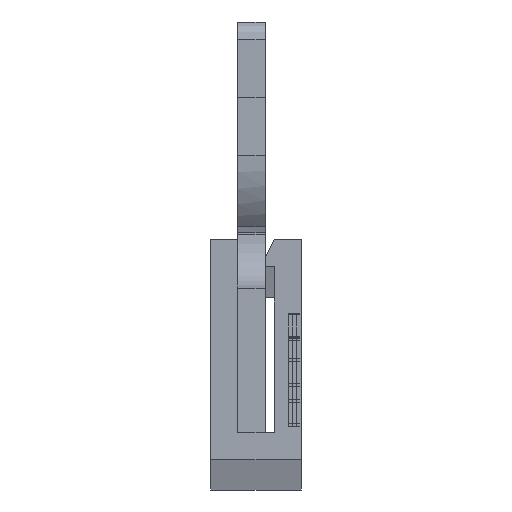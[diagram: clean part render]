
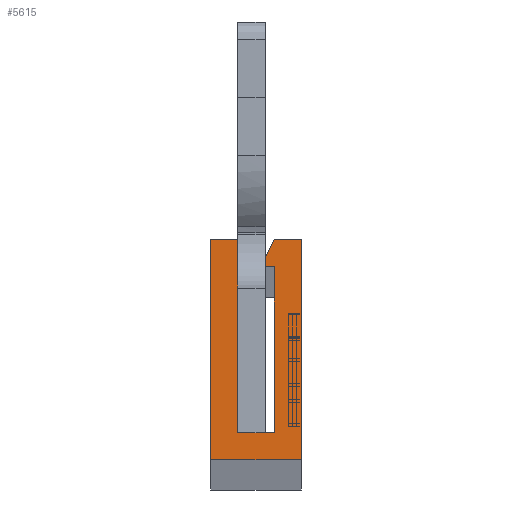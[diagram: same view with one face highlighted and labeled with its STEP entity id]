
A CAD part, top view. The second image highlights one B-rep face of the part: STEP entity #5615.
In plain terms, the highlighted planar face has unit normal (0, 0, 1).
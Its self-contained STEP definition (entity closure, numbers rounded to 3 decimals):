
#3866=DIRECTION('',(-1.,0.,0.));
#3867=VECTOR('',#3866,5.);
#3868=CARTESIAN_POINT('',(5.,0.,0.));
#3869=LINE('',#3868,#3867);
#3873=DIRECTION('',(0.,1.,0.));
#3874=VECTOR('',#3873,12.2);
#3875=CARTESIAN_POINT('',(0.,0.,0.));
#3876=LINE('',#3875,#3874);
#3880=DIRECTION('',(1.,0.,0.));
#3881=VECTOR('',#3880,1.5);
#3882=CARTESIAN_POINT('',(0.,12.2,0.));
#3883=LINE('',#3882,#3881);
#3887=DIRECTION('',(0.,-1.,0.));
#3888=VECTOR('',#3887,10.7);
#3889=CARTESIAN_POINT('',(1.5,12.2,0.));
#3890=LINE('',#3889,#3888);
#3894=DIRECTION('',(1.,0.,0.));
#3895=VECTOR('',#3894,2.);
#3896=CARTESIAN_POINT('',(1.5,1.5,0.));
#3897=LINE('',#3896,#3895);
#3901=DIRECTION('',(0.,1.,0.));
#3902=VECTOR('',#3901,9.2);
#3903=CARTESIAN_POINT('',(3.5,1.5,0.));
#3904=LINE('',#3903,#3902);
#3908=DIRECTION('',(-1.,0.,0.));
#3909=VECTOR('',#3908,0.5);
#3910=CARTESIAN_POINT('',(3.5,10.7,0.));
#3911=LINE('',#3910,#3909);
#3915=DIRECTION('',(0.,1.,0.));
#3916=VECTOR('',#3915,0.5);
#3917=CARTESIAN_POINT('',(3.,10.7,0.));
#3918=LINE('',#3917,#3916);
#3922=DIRECTION('',(0.447,0.894,0.));
#3923=VECTOR('',#3922,1.118);
#3924=CARTESIAN_POINT('',(3.,11.2,0.));
#3925=LINE('',#3924,#3923);
#3929=DIRECTION('',(1.,0.,0.));
#3930=VECTOR('',#3929,1.5);
#3931=CARTESIAN_POINT('',(3.5,12.2,0.));
#3932=LINE('',#3931,#3930);
#3936=DIRECTION('',(0.,-1.,0.));
#3937=VECTOR('',#3936,12.2);
#3938=CARTESIAN_POINT('',(5.,12.2,0.));
#3939=LINE('',#3938,#3937);
#4069=CARTESIAN_POINT('',(5.,0.,0.));
#4070=CARTESIAN_POINT('',(0.,0.,0.));
#4071=VERTEX_POINT('',#4069);
#4072=VERTEX_POINT('',#4070);
#4073=CARTESIAN_POINT('',(0.,12.2,0.));
#4074=VERTEX_POINT('',#4073);
#4075=CARTESIAN_POINT('',(1.5,12.2,0.));
#4076=VERTEX_POINT('',#4075);
#4077=CARTESIAN_POINT('',(1.5,1.5,0.));
#4078=VERTEX_POINT('',#4077);
#4079=CARTESIAN_POINT('',(3.5,1.5,0.));
#4080=VERTEX_POINT('',#4079);
#4081=CARTESIAN_POINT('',(3.5,10.7,0.));
#4082=VERTEX_POINT('',#4081);
#4083=CARTESIAN_POINT('',(3.,10.7,0.));
#4084=VERTEX_POINT('',#4083);
#4085=CARTESIAN_POINT('',(3.,11.2,0.));
#4086=VERTEX_POINT('',#4085);
#4087=CARTESIAN_POINT('',(3.5,12.2,0.));
#4088=VERTEX_POINT('',#4087);
#4089=CARTESIAN_POINT('',(5.,12.2,0.));
#4090=VERTEX_POINT('',#4089);
#5588=CARTESIAN_POINT('',(2.499,6.058,0.));
#5589=DIRECTION('',(0.,0.,1.));
#5590=DIRECTION('',(1.,0.,0.));
#5591=AXIS2_PLACEMENT_3D('',#5588,#5589,#5590);
#5592=PLANE('',#5591);
#5593=ORIENTED_EDGE('',*,*,#4314,.T.);
#5595=ORIENTED_EDGE('',*,*,#5594,.T.);
#5597=ORIENTED_EDGE('',*,*,#5596,.T.);
#5599=ORIENTED_EDGE('',*,*,#5598,.T.);
#5601=ORIENTED_EDGE('',*,*,#5600,.T.);
#5603=ORIENTED_EDGE('',*,*,#5602,.T.);
#5605=ORIENTED_EDGE('',*,*,#5604,.T.);
#5607=ORIENTED_EDGE('',*,*,#5606,.T.);
#5609=ORIENTED_EDGE('',*,*,#5608,.T.);
#5611=ORIENTED_EDGE('',*,*,#5610,.T.);
#5612=ORIENTED_EDGE('',*,*,#4371,.T.);
#5613=EDGE_LOOP('',(#5593,#5595,#5597,#5599,#5601,#5603,#5605,#5607,#5609,#5611,
#5612));
#5614=FACE_OUTER_BOUND('',#5613,.F.);
#4314=EDGE_CURVE('',#4071,#4072,#3869,.T.);
#4371=EDGE_CURVE('',#4090,#4071,#3939,.T.);
#5594=EDGE_CURVE('',#4072,#4074,#3876,.T.);
#5596=EDGE_CURVE('',#4074,#4076,#3883,.T.);
#5598=EDGE_CURVE('',#4076,#4078,#3890,.T.);
#5600=EDGE_CURVE('',#4078,#4080,#3897,.T.);
#5602=EDGE_CURVE('',#4080,#4082,#3904,.T.);
#5604=EDGE_CURVE('',#4082,#4084,#3911,.T.);
#5606=EDGE_CURVE('',#4084,#4086,#3918,.T.);
#5608=EDGE_CURVE('',#4086,#4088,#3925,.T.);
#5610=EDGE_CURVE('',#4088,#4090,#3932,.T.);
#5615=ADVANCED_FACE('',(#5614),#5592,.T.);
